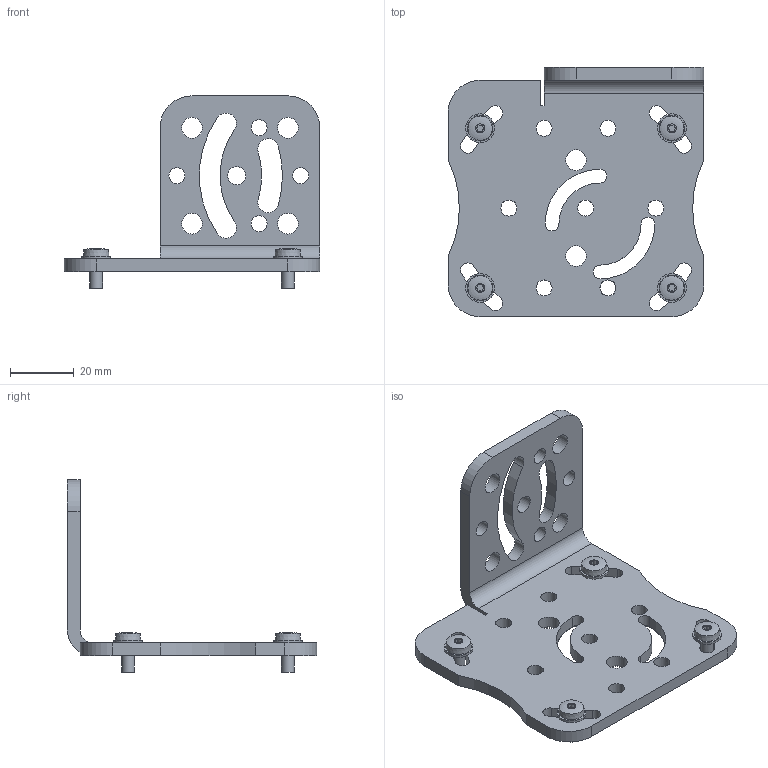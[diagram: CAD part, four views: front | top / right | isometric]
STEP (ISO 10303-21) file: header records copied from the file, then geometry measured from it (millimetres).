
FILE_DESCRIPTION (( 'STEP AP214' ), '1' );
FILE_NAME ('6GF34408CA_001_STEP.STEP', '2016-03-05T13:35:14', ( '' ), ( '' ), 'SwSTEP 2.0', 'SolidWorks 2014', '' );
FILE_SCHEMA (( 'AUTOMOTIVE_DESIGN' ));
Length unit declared in the file: millimetre
Products named in the file (3): Schrauben; Body; 6GF34408CA_001_STEP
Assembly tree (2 placements, depth 2):
  6GF34408CA_001_STEP
    Body
    Schrauben
Bounding box: 80 x 78 x 60.2 mm (x, y, z)
Volume: 28671.6 mm3; surface area: 19778.6 mm2
Topology: 5 solids, 5 shells, 182 faces, 465 edges, 308 vertices
Faces by surface type: cylinder 119, plane 38, torus 21, cone 4
Full cylindrical faces by diameter (mm): 4 x4, 4.3 x4, 5 x11, 5.6 x1, 6.5 x6, 9 x4
Entity records: 6621 total; most frequent: DIRECTION 1049, CARTESIAN_POINT 981, ORIENTED_EDGE 802, AXIS2_PLACEMENT_3D 462, EDGE_CURVE 401, EDGE_LOOP 296, VERTEX_POINT 291, CIRCLE 275
